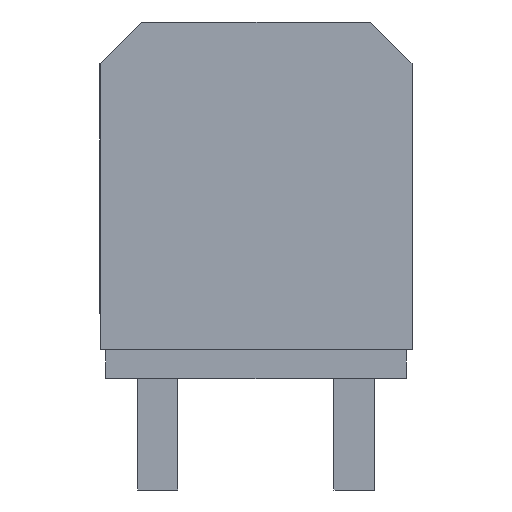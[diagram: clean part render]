
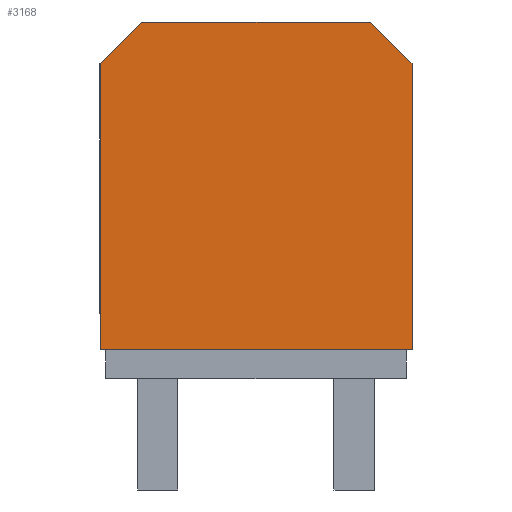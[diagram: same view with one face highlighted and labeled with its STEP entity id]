
A CAD part, front view. The second image highlights one B-rep face of the part: STEP entity #3168.
In plain terms, the highlighted face is planar.
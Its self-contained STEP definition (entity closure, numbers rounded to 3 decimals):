
#768=ORIENTED_EDGE('',*,*,#1134,.T.);
#769=ORIENTED_EDGE('',*,*,#1125,.T.);
#770=ORIENTED_EDGE('',*,*,#1122,.T.);
#771=ORIENTED_EDGE('',*,*,#1117,.T.);
#772=ORIENTED_EDGE('',*,*,#1114,.T.);
#773=ORIENTED_EDGE('',*,*,#1111,.T.);
#1111=EDGE_CURVE('',#1358,#1357,#1523,.T.);
#1114=EDGE_CURVE('',#1360,#1358,#1526,.T.);
#1117=EDGE_CURVE('',#1362,#1360,#1529,.T.);
#1122=EDGE_CURVE('',#1364,#1362,#1534,.T.);
#1125=EDGE_CURVE('',#1366,#1364,#1537,.T.);
#1134=EDGE_CURVE('',#1357,#1366,#1542,.T.);
#1357=VERTEX_POINT('',#5100);
#1358=VERTEX_POINT('',#5102);
#1360=VERTEX_POINT('',#5108);
#1362=VERTEX_POINT('',#5114);
#1364=VERTEX_POINT('',#5122);
#1366=VERTEX_POINT('',#5128);
#1523=LINE('',#5101,#1700);
#1526=LINE('',#5107,#1703);
#1529=LINE('',#5113,#1706);
#1534=LINE('',#5121,#1711);
#1537=LINE('',#5127,#1714);
#1542=LINE('',#5144,#1719);
#1700=VECTOR('',#3632,1000.);
#1703=VECTOR('',#3637,1000.);
#1706=VECTOR('',#3642,1000.);
#1711=VECTOR('',#3649,1000.);
#1714=VECTOR('',#3654,1000.);
#1719=VECTOR('',#3675,1000.);
#1883=EDGE_LOOP('',(#768,#769,#770,#771,#772,#773));
#2033=FACE_BOUND('',#1883,.T.);
#2143=PLANE('',#3303);
#3168=ADVANCED_FACE('',(#2033),#2143,.T.);
#3303=AXIS2_PLACEMENT_3D('',#5157,#3694,#3695);
#3632=DIRECTION('',(0.,0.,-1.));
#3637=DIRECTION('',(0.707,0.,-0.707));
#3642=DIRECTION('',(1.,0.,0.));
#3649=DIRECTION('',(0.707,0.,0.707));
#3654=DIRECTION('',(0.,0.,1.));
#3675=DIRECTION('',(-1.,0.,0.));
#3694=DIRECTION('',(0.,1.,0.));
#3695=DIRECTION('',(0.,0.,1.));
#5100=CARTESIAN_POINT('',(7.,4.,6.3));
#5101=CARTESIAN_POINT('',(7.,4.,19.125));
#5102=CARTESIAN_POINT('',(7.,4.,19.125));
#5107=CARTESIAN_POINT('',(7.,4.,19.125));
#5108=CARTESIAN_POINT('',(5.125,4.,21.));
#5113=CARTESIAN_POINT('',(-5.125,4.,21.));
#5114=CARTESIAN_POINT('',(-5.125,4.,21.));
#5121=CARTESIAN_POINT('',(-7.,4.,19.125));
#5122=CARTESIAN_POINT('',(-7.,4.,19.125));
#5127=CARTESIAN_POINT('',(-7.,4.,6.3));
#5128=CARTESIAN_POINT('',(-7.,4.,6.3));
#5144=CARTESIAN_POINT('',(7.,4.,6.3));
#5157=CARTESIAN_POINT('',(0.,4.,0.));
